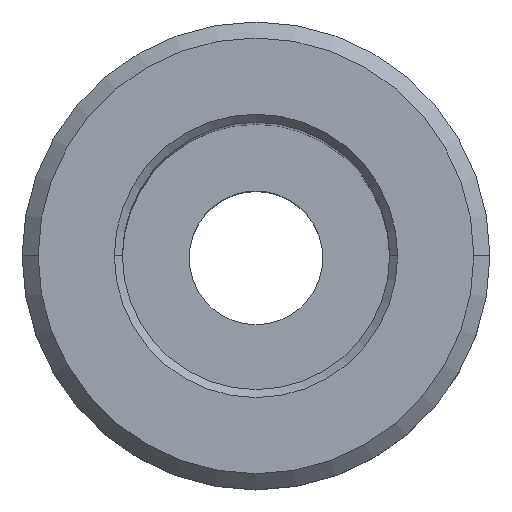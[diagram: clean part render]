
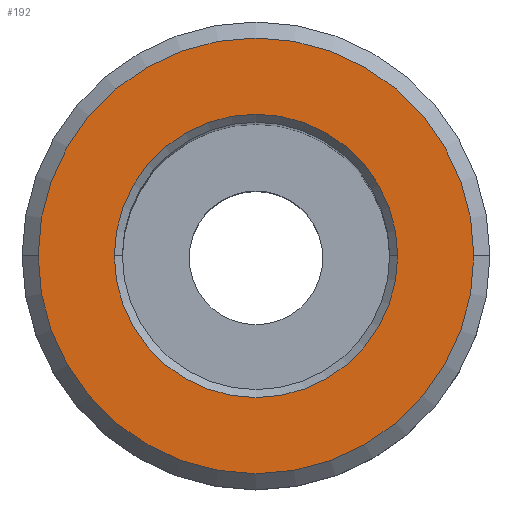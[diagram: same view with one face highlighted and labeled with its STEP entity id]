
A CAD part, top view. The second image highlights one B-rep face of the part: STEP entity #192.
In plain terms, the highlighted planar face has unit normal (0, 0, 1).
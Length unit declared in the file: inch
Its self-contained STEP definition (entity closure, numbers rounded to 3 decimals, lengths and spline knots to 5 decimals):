
#96 = CARTESIAN_POINT ( 'NONE',  ( 0., 0., 0. ) ) ;
#116 = AXIS2_PLACEMENT_3D ( 'NONE', #269, #606, #851 ) ;
#129 = DIRECTION ( 'NONE',  ( -1., 0., 0. ) ) ;
#146 = AXIS2_PLACEMENT_3D ( 'NONE', #838, #919, #1075 ) ;
#163 = FACE_BOUND ( 'NONE', #282, .T. ) ;
#192 = ADVANCED_FACE ( 'NONE', ( #659, #163 ), #417, .F. ) ;
#257 = CARTESIAN_POINT ( 'NONE',  ( -0.4075, 0., 0. ) ) ;
#269 = CARTESIAN_POINT ( 'NONE',  ( 0., 0., 0. ) ) ;
#274 = CIRCLE ( 'NONE', #588, 0.4075 ) ;
#282 = EDGE_LOOP ( 'NONE', ( #621, #780 ) ) ;
#318 = CARTESIAN_POINT ( 'NONE',  ( -0.265, 0., 0. ) ) ;
#319 = AXIS2_PLACEMENT_3D ( 'NONE', #910, #750, #340 ) ;
#340 = DIRECTION ( 'NONE',  ( -1., 0., 0. ) ) ;
#417 = PLANE ( 'NONE',  #958 ) ;
#433 = DIRECTION ( 'NONE',  ( 0., 0., 1. ) ) ;
#504 = VERTEX_POINT ( 'NONE', #808 ) ;
#509 = EDGE_LOOP ( 'NONE', ( #768, #906 ) ) ;
#513 = VERTEX_POINT ( 'NONE', #318 ) ;
#521 = DIRECTION ( 'NONE',  ( -1., 0., 0. ) ) ;
#562 = EDGE_CURVE ( 'NONE', #760, #513, #848, .T. ) ;
#585 = CARTESIAN_POINT ( 'NONE',  ( 0.265, 0., 0. ) ) ;
#588 = AXIS2_PLACEMENT_3D ( 'NONE', #96, #433, #521 ) ;
#606 = DIRECTION ( 'NONE',  ( 0., 0., 1. ) ) ;
#621 = ORIENTED_EDGE ( 'NONE', *, *, #562, .T. ) ;
#659 = FACE_OUTER_BOUND ( 'NONE', #509, .T. ) ;
#704 = EDGE_CURVE ( 'NONE', #504, #757, #274, .T. ) ;
#723 = CIRCLE ( 'NONE', #116, 0.4075 ) ;
#746 = CARTESIAN_POINT ( 'NONE',  ( 0., 0.4375, 0. ) ) ;
#750 = DIRECTION ( 'NONE',  ( 0., 0., -1. ) ) ;
#757 = VERTEX_POINT ( 'NONE', #257 ) ;
#760 = VERTEX_POINT ( 'NONE', #585 ) ;
#768 = ORIENTED_EDGE ( 'NONE', *, *, #769, .T. ) ;
#769 = EDGE_CURVE ( 'NONE', #757, #504, #723, .T. ) ;
#780 = ORIENTED_EDGE ( 'NONE', *, *, #788, .T. ) ;
#788 = EDGE_CURVE ( 'NONE', #513, #760, #864, .T. ) ;
#808 = CARTESIAN_POINT ( 'NONE',  ( 0.4075, 0., 0. ) ) ;
#838 = CARTESIAN_POINT ( 'NONE',  ( 0., 0., 0. ) ) ;
#848 = CIRCLE ( 'NONE', #146, 0.265 ) ;
#851 = DIRECTION ( 'NONE',  ( -1., 0., 0. ) ) ;
#864 = CIRCLE ( 'NONE', #319, 0.265 ) ;
#906 = ORIENTED_EDGE ( 'NONE', *, *, #704, .T. ) ;
#910 = CARTESIAN_POINT ( 'NONE',  ( 0., 0., 0. ) ) ;
#919 = DIRECTION ( 'NONE',  ( 0., 0., -1. ) ) ;
#958 = AXIS2_PLACEMENT_3D ( 'NONE', #746, #1050, #129 ) ;
#1050 = DIRECTION ( 'NONE',  ( 0., 0., -1. ) ) ;
#1075 = DIRECTION ( 'NONE',  ( -1., 0., 0. ) ) ;
